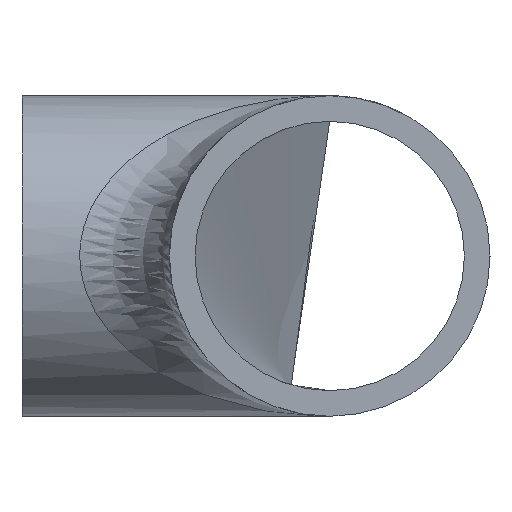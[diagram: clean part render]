
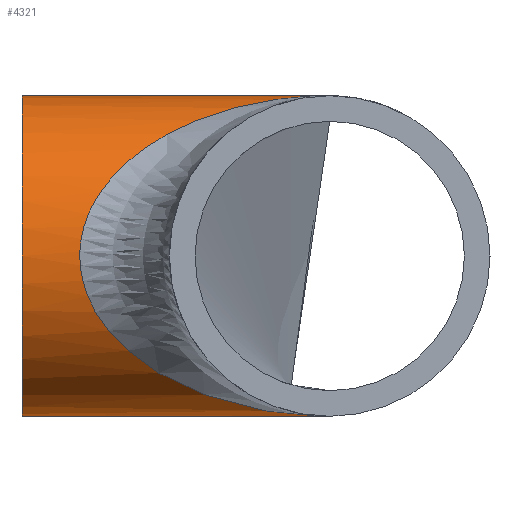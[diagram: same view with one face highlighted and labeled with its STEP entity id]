
A CAD part, left-side view. The second image highlights one B-rep face of the part: STEP entity #4321.
In plain terms, the highlighted cylindrical face has radius 12.5 mm (diameter 25 mm), a full revolution.
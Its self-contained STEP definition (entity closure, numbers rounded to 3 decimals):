
#69 = CARTESIAN_POINT ( 'NONE',  ( 0., 0., 12.5 ) ) ;
#286 = ORIENTED_EDGE ( 'NONE', *, *, #6091, .T. ) ;
#712 = EDGE_LOOP ( 'NONE', ( #11239, #286 ) ) ;
#1108 = EDGE_LOOP ( 'NONE', ( #7698 ) ) ;
#1475 = CARTESIAN_POINT ( 'NONE',  ( 0., 24., 12.5 ) ) ;
#1513 = DIRECTION ( 'NONE',  ( 0., -1., 0. ) ) ;
#2540 = AXIS2_PLACEMENT_3D ( 'NONE', #10339, #9431, #12464 ) ;
#2556 = CARTESIAN_POINT ( 'NONE',  ( 0., 0., 12.5 ) ) ;
#3291 = EDGE_CURVE ( 'NONE', #13077, #13077, #12539, .T. ) ;
#3574 =( BOUNDED_CURVE ( )  B_SPLINE_CURVE ( 3, ( #12141, #9020, #10120, #5861 ),
 .UNSPECIFIED., .F., .F. ) 
 B_SPLINE_CURVE_WITH_KNOTS ( ( 4, 4 ),
 ( 1.571, 4.712 ),
 .UNSPECIFIED. ) 
 CURVE ( )  GEOMETRIC_REPRESENTATION_ITEM ( )  RATIONAL_B_SPLINE_CURVE ( ( 1., 0.333, 0.333, 1. ) ) 
 REPRESENTATION_ITEM ( '' )  );
#4321 = ADVANCED_FACE ( 'NONE', ( #9997, #10649 ), #5371, .T. ) ;
#5371 = CYLINDRICAL_SURFACE ( 'NONE', #9346, 12.5 ) ;
#5861 = CARTESIAN_POINT ( 'NONE',  ( 0., 0., -12.5 ) ) ;
#6091 = EDGE_CURVE ( 'NONE', #7859, #8607, #3574, .T. ) ;
#6774 = CARTESIAN_POINT ( 'NONE',  ( 0., 0., -12.5 ) ) ;
#6793 = DIRECTION ( 'NONE',  ( 0., 0., -1. ) ) ;
#7398 = EDGE_CURVE ( 'NONE', #8607, #7859, #11169, .T. ) ;
#7698 = ORIENTED_EDGE ( 'NONE', *, *, #3291, .F. ) ;
#7859 = VERTEX_POINT ( 'NONE', #69 ) ;
#8607 = VERTEX_POINT ( 'NONE', #10438 ) ;
#9020 = CARTESIAN_POINT ( 'NONE',  ( 25., 39., 12.5 ) ) ;
#9346 = AXIS2_PLACEMENT_3D ( 'NONE', #10947, #1513, #6793 ) ;
#9431 = DIRECTION ( 'NONE',  ( 0., 1., 0. ) ) ;
#9997 = FACE_OUTER_BOUND ( 'NONE', #712, .T. ) ;
#10120 = CARTESIAN_POINT ( 'NONE',  ( 25., 39., -12.5 ) ) ;
#10339 = CARTESIAN_POINT ( 'NONE',  ( 0., 24., 0. ) ) ;
#10438 = CARTESIAN_POINT ( 'NONE',  ( 0., 0., -12.5 ) ) ;
#10649 = FACE_OUTER_BOUND ( 'NONE', #1108, .T. ) ;
#10947 = CARTESIAN_POINT ( 'NONE',  ( 0., 24., 0. ) ) ;
#10970 = CARTESIAN_POINT ( 'NONE',  ( -25., 39., 12.5 ) ) ;
#11169 =( BOUNDED_CURVE ( )  B_SPLINE_CURVE ( 3, ( #6774, #12002, #10970, #2556 ),
 .UNSPECIFIED., .F., .F. ) 
 B_SPLINE_CURVE_WITH_KNOTS ( ( 4, 4 ),
 ( 4.712, 7.854 ),
 .UNSPECIFIED. ) 
 CURVE ( )  GEOMETRIC_REPRESENTATION_ITEM ( )  RATIONAL_B_SPLINE_CURVE ( ( 1., 0.333, 0.333, 1. ) ) 
 REPRESENTATION_ITEM ( '' )  );
#11239 = ORIENTED_EDGE ( 'NONE', *, *, #7398, .T. ) ;
#12002 = CARTESIAN_POINT ( 'NONE',  ( -25., 39., -12.5 ) ) ;
#12141 = CARTESIAN_POINT ( 'NONE',  ( 0., 0., 12.5 ) ) ;
#12464 = DIRECTION ( 'NONE',  ( 0., 0., 1. ) ) ;
#12539 = CIRCLE ( 'NONE', #2540, 12.5 ) ;
#13077 = VERTEX_POINT ( 'NONE', #1475 ) ;
